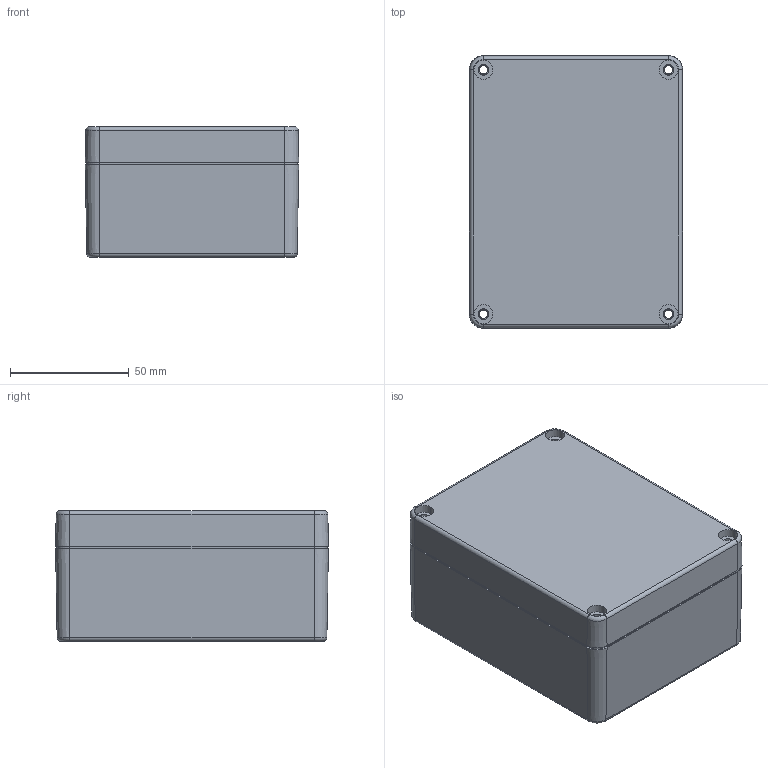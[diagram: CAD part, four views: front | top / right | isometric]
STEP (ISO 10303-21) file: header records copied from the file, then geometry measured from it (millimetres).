
FILE_DESCRIPTION (( 'STEP AP214' ), '1' );
FILE_NAME ('G212.STEP', '2009-11-04T03:30:38', ( 'NEF User' ), ( 'NEF User' ), 'SwSTEP 2.0', 'SolidWorks 2009', '' );
FILE_SCHEMA (( 'AUTOMOTIVE_DESIGN' ));
Length unit declared in the file: millimetre
Products named in the file (1): G212
Bounding box: 90 x 115 x 55 mm (x, y, z)
Volume: 129779.1 mm3; surface area: 97492.7 mm2
Topology: 2 solids, 2 shells, 524 faces, 1392 edges, 894 vertices
Faces by surface type: plane 230, cone 166, cylinder 120, torus 8
Entity records: 16503 total; most frequent: CARTESIAN_POINT 3169, DIRECTION 2862, ORIENTED_EDGE 2748, EDGE_CURVE 1374, AXIS2_PLACEMENT_3D 1055, VERTEX_POINT 894, VECTOR 752, LINE 752
